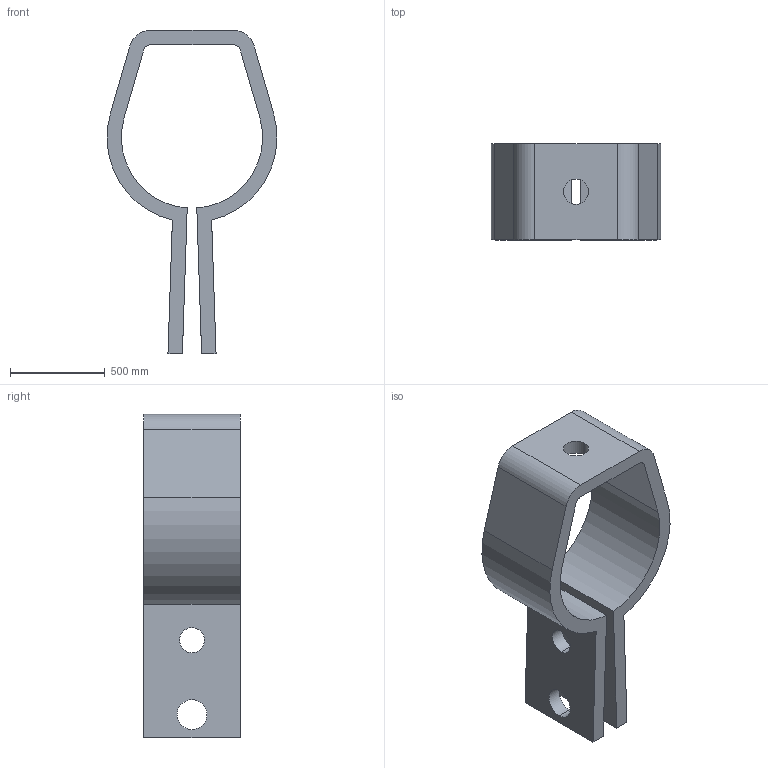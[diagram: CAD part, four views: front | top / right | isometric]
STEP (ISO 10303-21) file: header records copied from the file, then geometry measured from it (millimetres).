
FILE_DESCRIPTION((''),'2;1');
FILE_NAME('ZJ-04','2022-03-21T',('Administrator'),(''),'PRO/ENGINEER BY PARAMETRIC TECHNOLOGY CORPORATION, 2008380','PRO/ENGINEER BY PARAMETRIC TECHNOLOGY CORPORATION, 2008380','');
FILE_SCHEMA(('CONFIG_CONTROL_DESIGN'));
Length unit declared in the file: inch
Products named in the file (1): ZJ-04
Bounding box: 898.31 x 508 x 1708.91 mm (x, y, z)
Volume: 158394348.2 mm3; surface area: 5054434 mm2
Topology: 1 solids, 1 shells, 32 faces, 90 edges, 60 vertices
Faces by surface type: cylinder 18, plane 14
Entity records: 1238 total; most frequent: CARTESIAN_POINT 358, ORIENTED_EDGE 180, DIRECTION 158, EDGE_CURVE 90, VERTEX_POINT 60, VECTOR 54, LINE 54, AXIS2_PLACEMENT_3D 52
